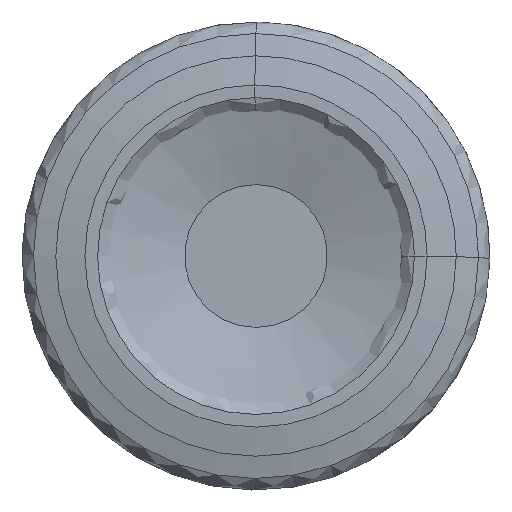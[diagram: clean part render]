
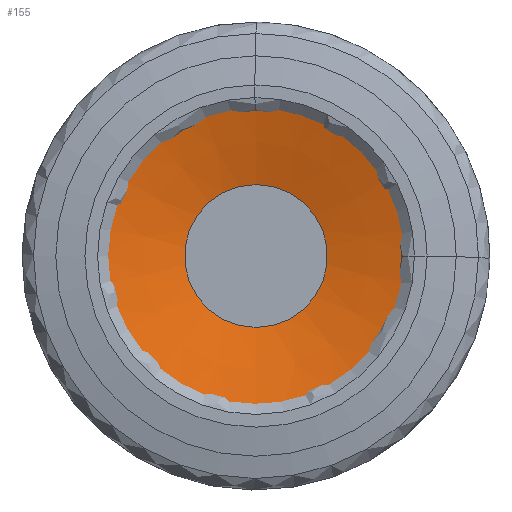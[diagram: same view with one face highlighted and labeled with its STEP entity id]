
A CAD part, left-side view. The second image highlights one B-rep face of the part: STEP entity #155.
In plain terms, the highlighted conical face has half-angle 75 degrees and reference radius 21.182 mm.
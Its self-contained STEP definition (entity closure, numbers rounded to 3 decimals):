
#53=CONICAL_SURFACE('',#745,21.182,75.);
#78=FACE_BOUND('',#278,.T.);
#79=FACE_BOUND('',#279,.T.);
#155=ADVANCED_FACE('',(#78,#79),#53,.F.);
#278=EDGE_LOOP('',(#494));
#279=EDGE_LOOP('',(#495));
#338=CIRCLE('',#742,21.182);
#339=CIRCLE('',#744,9.612);
#494=ORIENTED_EDGE('',*,*,#627,.F.);
#495=ORIENTED_EDGE('',*,*,#626,.T.);
#546=VERTEX_POINT('',#1515);
#547=VERTEX_POINT('',#1518);
#626=EDGE_CURVE('',#546,#546,#338,.T.);
#627=EDGE_CURVE('',#547,#547,#339,.T.);
#742=AXIS2_PLACEMENT_3D('',#1514,#908,#909);
#744=AXIS2_PLACEMENT_3D('',#1517,#912,#913);
#745=AXIS2_PLACEMENT_3D('',#1519,#914,#915);
#908=DIRECTION('',(-1.,0.,0.));
#909=DIRECTION('',(0.,0.,1.));
#912=DIRECTION('',(-1.,0.,0.));
#913=DIRECTION('',(0.,0.,1.));
#914=DIRECTION('',(-1.,0.,0.));
#915=DIRECTION('',(0.,0.,1.));
#1514=CARTESIAN_POINT('',(0.785,0.,0.));
#1515=CARTESIAN_POINT('',(0.785,0.,21.182));
#1517=CARTESIAN_POINT('',(3.885,0.,0.));
#1518=CARTESIAN_POINT('',(3.885,0.,9.612));
#1519=CARTESIAN_POINT('',(0.785,0.,0.));
